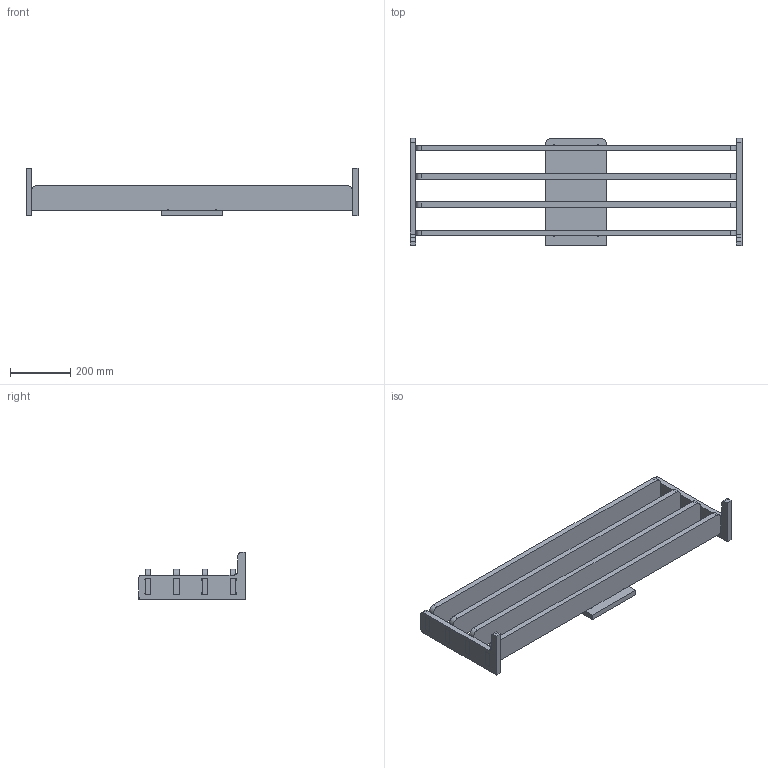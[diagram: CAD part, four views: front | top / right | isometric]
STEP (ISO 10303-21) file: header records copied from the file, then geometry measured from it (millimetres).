
FILE_DESCRIPTION(/* description */ (''),/* implementation_level */ '2;1');
FILE_NAME(/* name */ 'BDPRackv2 v2.step',/* time_stamp */ '2021-04-28T09:30:00-04:00',/* author */ (''),/* organization */ (''),/* preprocessor_version */ 'ST-DEVELOPER v18.1',/* originating_system */ 'Autodesk Translation Framework v10.6.0.1341',/* authorisation */ '');
FILE_SCHEMA (('AUTOMOTIVE_DESIGN { 1 0 10303 214 3 1 1 }'));
Length unit declared in the file: inch
Products named in the file (4): BDPRackv2; Shelf; Side; Back
Assembly tree (7 placements, depth 2):
  BDPRackv2
    Shelf  x4
    Side  x2
    Back
Bounding box: 1103.38 x 355.6 x 158.75 mm (x, y, z)
Volume: 6526085.8 mm3; surface area: 1380242.4 mm2
Topology: 7 solids, 7 shells, 304 faces, 726 edges, 484 vertices
Faces by surface type: plane 174, cylinder 130
Full cylindrical faces by diameter (mm): 72.39 x48
Entity records: 4109 total; most frequent: DIRECTION 720, CARTESIAN_POINT 689, ORIENTED_EDGE 660, EDGE_CURVE 330, AXIS2_PLACEMENT_3D 251, VERTEX_POINT 220, LINE 218, VECTOR 218
